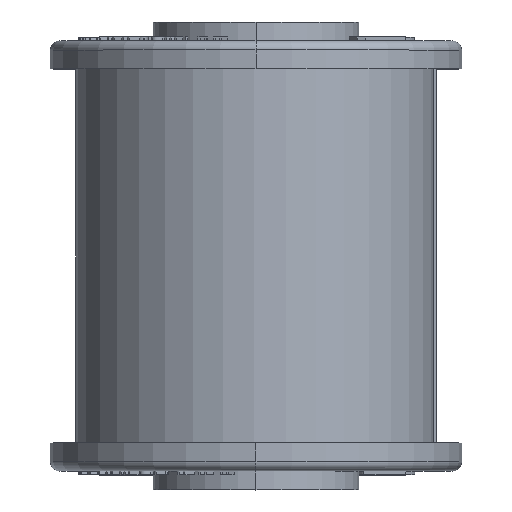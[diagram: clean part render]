
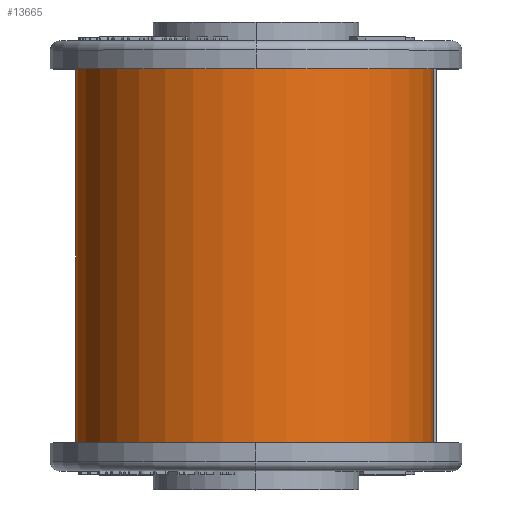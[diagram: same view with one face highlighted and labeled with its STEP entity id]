
A CAD part, top view. The second image highlights one B-rep face of the part: STEP entity #13665.
In plain terms, the highlighted cylindrical face has radius 9.562 mm (diameter 19.125 mm), a partial arc.
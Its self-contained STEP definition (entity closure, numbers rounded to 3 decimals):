
#3005 = EDGE_CURVE ( 'NONE', #16254, #9313, #18829, .T. ) ;
#3278 = DIRECTION ( 'NONE',  ( 1., 0., 0. ) ) ;
#3567 = AXIS2_PLACEMENT_3D ( 'NONE', #8744, #21208, #3278 ) ;
#3857 = LINE ( 'NONE', #17952, #10091 ) ;
#4559 = FACE_OUTER_BOUND ( 'NONE', #14841, .T. ) ;
#5502 = DIRECTION ( 'NONE',  ( 1., 0., 0. ) ) ;
#5706 = EDGE_CURVE ( 'NONE', #9313, #16455, #3857, .T. ) ;
#7632 = ORIENTED_EDGE ( 'NONE', *, *, #5706, .T. ) ;
#8041 = DIRECTION ( 'NONE',  ( 0., -1., 0. ) ) ;
#8566 = CARTESIAN_POINT ( 'NONE',  ( -9.645, 0., 0. ) ) ;
#8744 = CARTESIAN_POINT ( 'NONE',  ( -0.083, 20., 0. ) ) ;
#9256 = VERTEX_POINT ( 'NONE', #14911 ) ;
#9313 = VERTEX_POINT ( 'NONE', #14799 ) ;
#10091 = VECTOR ( 'NONE', #12366, 1000. ) ;
#10573 = LINE ( 'NONE', #12793, #11579 ) ;
#10595 = ORIENTED_EDGE ( 'NONE', *, *, #3005, .T. ) ;
#11579 = VECTOR ( 'NONE', #17908, 1000. ) ;
#11667 = DIRECTION ( 'NONE',  ( 0., 0., -1. ) ) ;
#12366 = DIRECTION ( 'NONE',  ( 0., -1., 0. ) ) ;
#12757 = ORIENTED_EDGE ( 'NONE', *, *, #19242, .F. ) ;
#12793 = CARTESIAN_POINT ( 'NONE',  ( 9.48, 20., 0. ) ) ;
#13665 = ADVANCED_FACE ( 'NONE', ( #4559 ), #16786, .T. ) ;
#14799 = CARTESIAN_POINT ( 'NONE',  ( -9.645, 20., 0. ) ) ;
#14841 = EDGE_LOOP ( 'NONE', ( #12757, #17810, #10595, #7632 ) ) ;
#14911 = CARTESIAN_POINT ( 'NONE',  ( 9.48, 0., 0. ) ) ;
#15014 = EDGE_CURVE ( 'NONE', #16254, #9256, #10573, .T. ) ;
#15167 = CARTESIAN_POINT ( 'NONE',  ( -0.083, 20., 0. ) ) ;
#15779 = CIRCLE ( 'NONE', #16887, 9.562 ) ;
#16254 = VERTEX_POINT ( 'NONE', #18251 ) ;
#16455 = VERTEX_POINT ( 'NONE', #8566 ) ;
#16786 = CYLINDRICAL_SURFACE ( 'NONE', #23012, 9.562 ) ;
#16887 = AXIS2_PLACEMENT_3D ( 'NONE', #18434, #21934, #5502 ) ;
#17810 = ORIENTED_EDGE ( 'NONE', *, *, #15014, .F. ) ;
#17908 = DIRECTION ( 'NONE',  ( 0., -1., 0. ) ) ;
#17952 = CARTESIAN_POINT ( 'NONE',  ( -9.645, 20., 0. ) ) ;
#18251 = CARTESIAN_POINT ( 'NONE',  ( 9.48, 20., 0. ) ) ;
#18434 = CARTESIAN_POINT ( 'NONE',  ( -0.083, 0., 0. ) ) ;
#18829 = CIRCLE ( 'NONE', #3567, 9.562 ) ;
#19242 = EDGE_CURVE ( 'NONE', #9256, #16455, #15779, .T. ) ;
#21208 = DIRECTION ( 'NONE',  ( 0., -1., 0. ) ) ;
#21934 = DIRECTION ( 'NONE',  ( 0., -1., 0. ) ) ;
#23012 = AXIS2_PLACEMENT_3D ( 'NONE', #15167, #8041, #11667 ) ;
